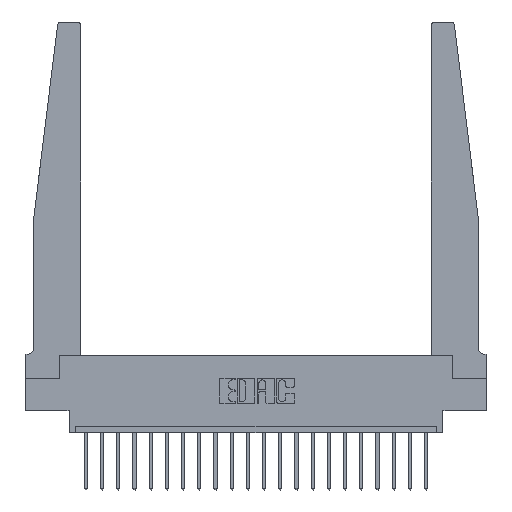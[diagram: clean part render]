
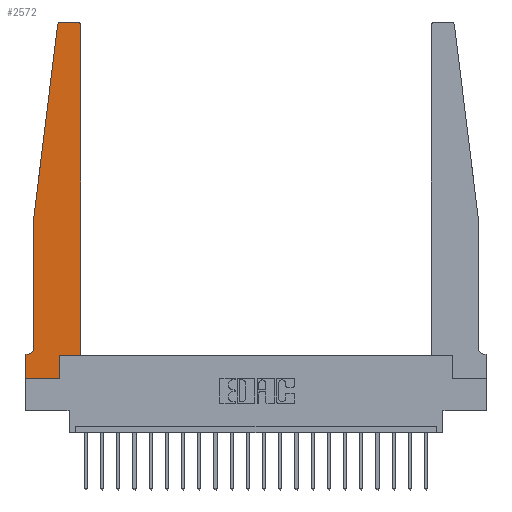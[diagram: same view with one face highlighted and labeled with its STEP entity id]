
A CAD part, top view. The second image highlights one B-rep face of the part: STEP entity #2572.
In plain terms, the highlighted planar face has unit normal (0, 0, 1).
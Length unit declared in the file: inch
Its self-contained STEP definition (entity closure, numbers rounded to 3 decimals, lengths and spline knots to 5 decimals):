
#323 = CIRCLE ( 'NONE', #17503, 0.03 ) ;
#349 = CARTESIAN_POINT ( 'NONE',  ( 0.2605, 0.18, 0.37 ) ) ;
#782 = LINE ( 'NONE', #9245, #19020 ) ;
#808 = VECTOR ( 'NONE', #21052, 39.37008 ) ;
#901 = EDGE_CURVE ( 'NONE', #9942, #18774, #14920, .T. ) ;
#961 = EDGE_CURVE ( 'NONE', #21511, #9832, #13090, .T. ) ;
#1166 = CARTESIAN_POINT ( 'NONE',  ( 0.2605, 0.18, 0.37 ) ) ;
#1256 = VERTEX_POINT ( 'NONE', #21166 ) ;
#1936 = ORIENTED_EDGE ( 'NONE', *, *, #9164, .T. ) ;
#2346 = ORIENTED_EDGE ( 'NONE', *, *, #16425, .T. ) ;
#2572 = ADVANCED_FACE ( 'NONE', ( #17782 ), #19324, .T. ) ;
#3332 = DIRECTION ( 'NONE',  ( 0., -1., 0. ) ) ;
#3686 = DIRECTION ( 'NONE',  ( 0., 0., 1. ) ) ;
#3747 = AXIS2_PLACEMENT_3D ( 'NONE', #18879, #20210, #13729 ) ;
#3837 = EDGE_CURVE ( 'NONE', #15810, #9942, #20771, .T. ) ;
#3857 = VERTEX_POINT ( 'NONE', #9244 ) ;
#3915 = ORIENTED_EDGE ( 'NONE', *, *, #7182, .T. ) ;
#3938 = EDGE_LOOP ( 'NONE', ( #18506, #2346, #1936, #19080, #6510, #4138, #19383, #3915, #8693, #10507, #6511, #16625 ) ) ;
#4138 = ORIENTED_EDGE ( 'NONE', *, *, #8326, .T. ) ;
#4228 = LINE ( 'NONE', #10925, #6117 ) ;
#4376 = VERTEX_POINT ( 'NONE', #6433 ) ;
#4960 = DIRECTION ( 'NONE',  ( 1., 0., 0. ) ) ;
#5103 = EDGE_CURVE ( 'NONE', #17326, #15810, #782, .T. ) ;
#5131 = LINE ( 'NONE', #8651, #10465 ) ;
#5174 = DIRECTION ( 'NONE',  ( 0., 0., 1. ) ) ;
#5203 = LINE ( 'NONE', #13225, #19195 ) ;
#5496 = CIRCLE ( 'NONE', #3747, 0.05 ) ;
#5724 = DIRECTION ( 'NONE',  ( 0., 1., 0. ) ) ;
#5795 = CARTESIAN_POINT ( 'NONE',  ( 0.065, 1.25, 0.37 ) ) ;
#6117 = VECTOR ( 'NONE', #10698, 39.37008 ) ;
#6199 = CARTESIAN_POINT ( 'NONE',  ( 0., 0., 0.37 ) ) ;
#6433 = CARTESIAN_POINT ( 'NONE',  ( 0.24675, 2.72367, 0.37 ) ) ;
#6510 = ORIENTED_EDGE ( 'NONE', *, *, #13413, .T. ) ;
#6511 = ORIENTED_EDGE ( 'NONE', *, *, #3837, .T. ) ;
#6831 = CARTESIAN_POINT ( 'NONE',  ( 0.065, 1.25, 0.37 ) ) ;
#6939 = CARTESIAN_POINT ( 'NONE',  ( 0.425, 2.72, 0.37 ) ) ;
#6953 = LINE ( 'NONE', #349, #12928 ) ;
#6984 = CARTESIAN_POINT ( 'NONE',  ( 0.27653, 2.72, 0.37 ) ) ;
#7017 = CARTESIAN_POINT ( 'NONE',  ( 0.015, 0.1875, 0.37 ) ) ;
#7182 = EDGE_CURVE ( 'NONE', #16567, #13233, #9199, .T. ) ;
#7602 = CARTESIAN_POINT ( 'NONE',  ( 0.425, 0.18, 0.37 ) ) ;
#8211 = DIRECTION ( 'NONE',  ( -1., 0., 0. ) ) ;
#8326 = EDGE_CURVE ( 'NONE', #12648, #3857, #4228, .T. ) ;
#8651 = CARTESIAN_POINT ( 'NONE',  ( 0.25, 2.75, 0.37 ) ) ;
#8693 = ORIENTED_EDGE ( 'NONE', *, *, #15001, .T. ) ;
#9164 = EDGE_CURVE ( 'NONE', #4376, #21511, #13140, .T. ) ;
#9199 = LINE ( 'NONE', #19509, #808 ) ;
#9244 = CARTESIAN_POINT ( 'NONE',  ( 0., 0.1875, 0.37 ) ) ;
#9245 = CARTESIAN_POINT ( 'NONE',  ( 0.425, 0.18, 0.37 ) ) ;
#9832 = VERTEX_POINT ( 'NONE', #9901 ) ;
#9901 = CARTESIAN_POINT ( 'NONE',  ( 0.065, 0.2375, 0.37 ) ) ;
#9942 = VERTEX_POINT ( 'NONE', #6939 ) ;
#10310 = AXIS2_PLACEMENT_3D ( 'NONE', #16156, #14726, #19219 ) ;
#10465 = VECTOR ( 'NONE', #8211, 39.37008 ) ;
#10507 = ORIENTED_EDGE ( 'NONE', *, *, #5103, .T. ) ;
#10698 = DIRECTION ( 'NONE',  ( -1., 0., 0. ) ) ;
#10925 = CARTESIAN_POINT ( 'NONE',  ( 0.065, 0.1875, 0.37 ) ) ;
#11602 = CARTESIAN_POINT ( 'NONE',  ( 0.065, 1.25, 0.37 ) ) ;
#11649 = CARTESIAN_POINT ( 'NONE',  ( 0.2605, 0., 0.37 ) ) ;
#12160 = VECTOR ( 'NONE', #13519, 39.37008 ) ;
#12343 = VECTOR ( 'NONE', #5724, 39.37008 ) ;
#12648 = VERTEX_POINT ( 'NONE', #7017 ) ;
#12812 = CARTESIAN_POINT ( 'NONE',  ( 0.395, 2.75, 0.37 ) ) ;
#12928 = VECTOR ( 'NONE', #13644, 39.37008 ) ;
#13090 = LINE ( 'NONE', #6831, #12160 ) ;
#13140 = LINE ( 'NONE', #11602, #20499 ) ;
#13225 = CARTESIAN_POINT ( 'NONE',  ( 0., 0., 0.37 ) ) ;
#13233 = VERTEX_POINT ( 'NONE', #11649 ) ;
#13413 = EDGE_CURVE ( 'NONE', #9832, #12648, #5496, .T. ) ;
#13519 = DIRECTION ( 'NONE',  ( 0., -1., 0. ) ) ;
#13644 = DIRECTION ( 'NONE',  ( 0., 1., 0. ) ) ;
#13729 = DIRECTION ( 'NONE',  ( -1., 0., 0. ) ) ;
#14002 = DIRECTION ( 'NONE',  ( 1., 0., 0. ) ) ;
#14625 = EDGE_CURVE ( 'NONE', #3857, #16567, #5203, .T. ) ;
#14726 = DIRECTION ( 'NONE',  ( 0., 0., 1. ) ) ;
#14920 = CIRCLE ( 'NONE', #15623, 0.03 ) ;
#15001 = EDGE_CURVE ( 'NONE', #13233, #17326, #6953, .T. ) ;
#15232 = CARTESIAN_POINT ( 'NONE',  ( 0.425, 0.18, 0.37 ) ) ;
#15623 = AXIS2_PLACEMENT_3D ( 'NONE', #16923, #5174, #4960 ) ;
#15736 = EDGE_CURVE ( 'NONE', #18774, #1256, #5131, .T. ) ;
#15810 = VERTEX_POINT ( 'NONE', #15232 ) ;
#16156 = CARTESIAN_POINT ( 'NONE',  ( 0., 0.1875, 0.37 ) ) ;
#16425 = EDGE_CURVE ( 'NONE', #1256, #4376, #323, .T. ) ;
#16567 = VERTEX_POINT ( 'NONE', #6199 ) ;
#16625 = ORIENTED_EDGE ( 'NONE', *, *, #901, .T. ) ;
#16923 = CARTESIAN_POINT ( 'NONE',  ( 0.395, 2.72, 0.37 ) ) ;
#17326 = VERTEX_POINT ( 'NONE', #1166 ) ;
#17503 = AXIS2_PLACEMENT_3D ( 'NONE', #6984, #3686, #14002 ) ;
#17782 = FACE_OUTER_BOUND ( 'NONE', #3938, .T. ) ;
#18506 = ORIENTED_EDGE ( 'NONE', *, *, #15736, .T. ) ;
#18774 = VERTEX_POINT ( 'NONE', #12812 ) ;
#18879 = CARTESIAN_POINT ( 'NONE',  ( 0.015, 0.2375, 0.37 ) ) ;
#19020 = VECTOR ( 'NONE', #21199, 39.37008 ) ;
#19080 = ORIENTED_EDGE ( 'NONE', *, *, #961, .T. ) ;
#19195 = VECTOR ( 'NONE', #3332, 39.37008 ) ;
#19219 = DIRECTION ( 'NONE',  ( 1., 0., 0. ) ) ;
#19324 = PLANE ( 'NONE',  #10310 ) ;
#19383 = ORIENTED_EDGE ( 'NONE', *, *, #14625, .T. ) ;
#19509 = CARTESIAN_POINT ( 'NONE',  ( 0., 0., 0.37 ) ) ;
#19833 = DIRECTION ( 'NONE',  ( -0.122, -0.992, 0. ) ) ;
#20210 = DIRECTION ( 'NONE',  ( 0., 0., -1. ) ) ;
#20499 = VECTOR ( 'NONE', #19833, 39.37008 ) ;
#20771 = LINE ( 'NONE', #7602, #12343 ) ;
#21052 = DIRECTION ( 'NONE',  ( 1., 0., 0. ) ) ;
#21166 = CARTESIAN_POINT ( 'NONE',  ( 0.27653, 2.75, 0.37 ) ) ;
#21199 = DIRECTION ( 'NONE',  ( 1., 0., 0. ) ) ;
#21511 = VERTEX_POINT ( 'NONE', #5795 ) ;
